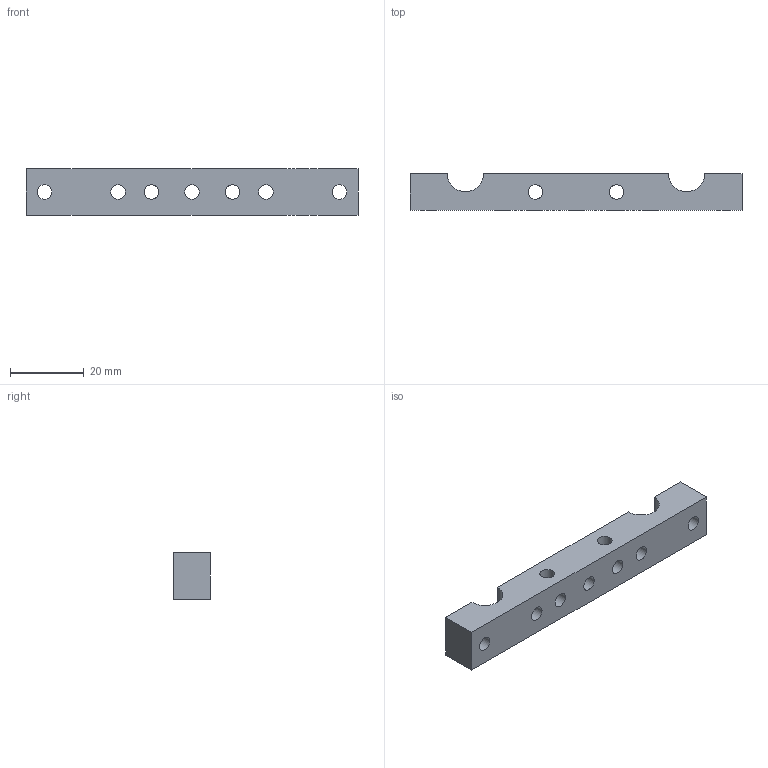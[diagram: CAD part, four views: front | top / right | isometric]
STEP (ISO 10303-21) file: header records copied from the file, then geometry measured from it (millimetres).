
FILE_DESCRIPTION(/* description */ (''),/* implementation_level */ '2;1');
FILE_NAME(/* name */ 'DevFrame Box End Clamp B v1.step',/* time_stamp */ '2018-03-31T18:26:07-05:00',/* author */ ('cglusky'),/* organization */ (''),/* preprocessor_version */ 'ST-DEVELOPER v16.13',/* originating_system */ 'Autodesk Translation Framework v6.5.0.72',/* authorisation */ '');
FILE_SCHEMA (('AUTOMOTIVE_DESIGN { 1 0 10303 214 3 1 1 }'));
Length unit declared in the file: millimetre
Products named in the file (1): DevFrame Box End Clamp B
Bounding box: 90 x 10 x 12.5 mm (x, y, z)
Volume: 9179.3 mm3; surface area: 5126.9 mm2
Topology: 1 solids, 1 shells, 23 faces, 63 edges, 38 vertices
Faces by surface type: cylinder 15, plane 8
Full cylindrical faces by diameter (mm): 4 x13
Entity records: 808 total; most frequent: DIRECTION 141, ORIENTED_EDGE 126, CARTESIAN_POINT 125, EDGE_CURVE 63, AXIS2_PLACEMENT_3D 54, EDGE_LOOP 41, VERTEX_POINT 38, LINE 33
